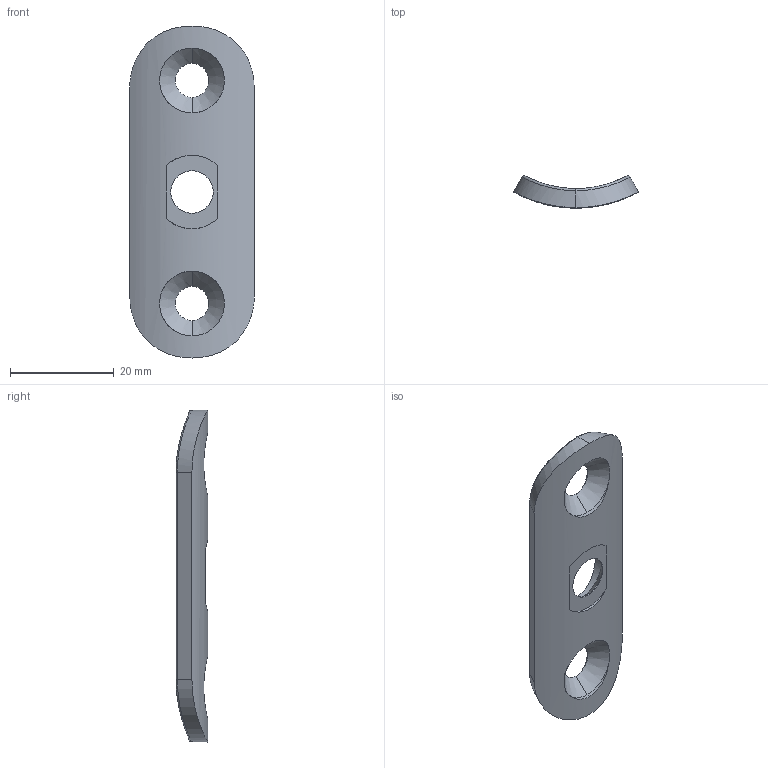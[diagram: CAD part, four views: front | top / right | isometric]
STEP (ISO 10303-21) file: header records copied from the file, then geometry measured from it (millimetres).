
FILE_DESCRIPTION (( 'STEP AP203' ), '1' );
FILE_NAME ('60182-240-G.step', '2019-03-20T12:33:29', ( '' ), ( '' ), 'SwSTEP 2.0', 'SolidWorks 2015', '' );
FILE_SCHEMA (( 'CONFIG_CONTROL_DESIGN' ));
Length unit declared in the file: millimetre
Products named in the file (1): 60182-240-G
Bounding box: 24 x 6.15 x 64 mm (x, y, z)
Volume: 4068.6 mm3; surface area: 3217.5 mm2
Topology: 1 solids, 1 shells, 279 faces, 732 edges, 484 vertices
Faces by surface type: bspline 117, plane 103, cylinder 53, cone 6
Entity records: 14307 total; most frequent: CARTESIAN_POINT 8178, ORIENTED_EDGE 1464, DIRECTION 878, EDGE_CURVE 732, VERTEX_POINT 484, LINE 326, VECTOR 326, EDGE_LOOP 314
